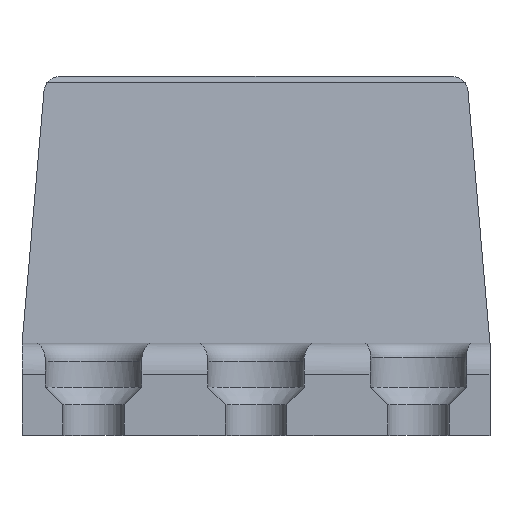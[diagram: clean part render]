
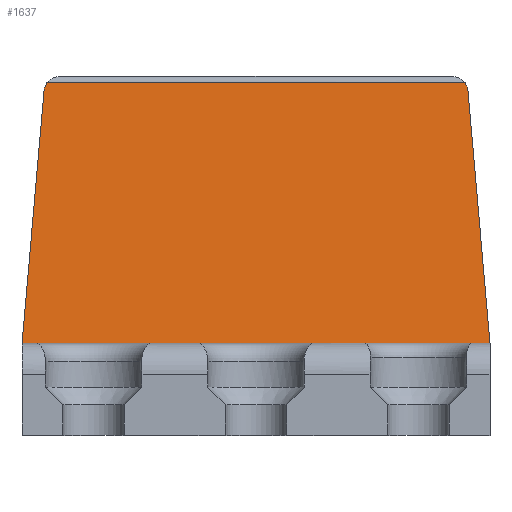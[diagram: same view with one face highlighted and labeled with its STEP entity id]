
A CAD part, top view. The second image highlights one B-rep face of the part: STEP entity #1637.
In plain terms, the highlighted planar face has unit normal (0, 0.1, 0.995).
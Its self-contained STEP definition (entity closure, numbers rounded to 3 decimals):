
#294=DIRECTION('',(1.,0.,0.));
#295=VECTOR('',#294,19.3);
#296=CARTESIAN_POINT('',(-9.65,3.8,1.375));
#297=LINE('',#296,#295);
#500=DIRECTION('',(0.087,0.991,-0.099));
#501=VECTOR('',#500,10.498);
#502=CARTESIAN_POINT('',(-9.65,3.8,1.375));
#503=LINE('',#502,#501);
#504=CARTESIAN_POINT('',(-8.619,14.53,0.299));
#505=CARTESIAN_POINT('',(-8.689,14.433,0.308));
#506=CARTESIAN_POINT('',(-8.729,14.325,0.319));
#507=CARTESIAN_POINT('',(-8.74,14.207,0.331));
#509=CARTESIAN_POINT('',(8.74,14.207,0.331));
#510=CARTESIAN_POINT('',(8.729,14.325,0.319));
#511=CARTESIAN_POINT('',(8.689,14.433,0.308));
#512=CARTESIAN_POINT('',(8.619,14.53,0.299));
#514=DIRECTION('',(-0.087,0.991,-0.099));
#515=VECTOR('',#514,10.498);
#516=CARTESIAN_POINT('',(9.65,3.8,1.375));
#517=LINE('',#516,#515);
#558=DIRECTION('',(1.,0.,0.));
#559=VECTOR('',#558,17.239);
#560=CARTESIAN_POINT('',(-8.619,14.53,0.299));
#561=LINE('',#560,#559);
#901=CARTESIAN_POINT('',(-9.65,3.8,1.375));
#903=VERTEX_POINT('',#901);
#905=CARTESIAN_POINT('',(9.65,3.8,1.375));
#907=VERTEX_POINT('',#905);
#908=CARTESIAN_POINT('',(-8.74,14.207,0.331));
#909=VERTEX_POINT('',#908);
#910=CARTESIAN_POINT('',(8.74,14.207,0.331));
#911=VERTEX_POINT('',#910);
#916=CARTESIAN_POINT('',(-8.619,14.53,0.299));
#917=CARTESIAN_POINT('',(8.619,14.53,0.299));
#918=VERTEX_POINT('',#916);
#919=VERTEX_POINT('',#917);
#1620=CARTESIAN_POINT('',(-9.65,3.8,1.375));
#1621=DIRECTION('',(0.,0.1,0.995));
#1622=DIRECTION('',(0.,0.995,-0.1));
#1623=AXIS2_PLACEMENT_3D('',#1620,#1621,#1622);
#1624=PLANE('',#1623);
#1626=ORIENTED_EDGE('',*,*,#1625,.T.);
#1628=ORIENTED_EDGE('',*,*,#1627,.F.);
#1630=ORIENTED_EDGE('',*,*,#1629,.T.);
#1632=ORIENTED_EDGE('',*,*,#1631,.F.);
#1633=ORIENTED_EDGE('',*,*,#1611,.F.);
#1634=ORIENTED_EDGE('',*,*,#1368,.F.);
#1635=EDGE_LOOP('',(#1626,#1628,#1630,#1632,#1633,#1634));
#1636=FACE_OUTER_BOUND('',#1635,.F.);
#1637=ADVANCED_FACE('',(#1636),#1624,.T.);
#508=B_SPLINE_CURVE_WITH_KNOTS('',3,(#504,#505,#506,#507),.UNSPECIFIED.,.F.,.F.,
(4,4),(0.,1.),.UNSPECIFIED.);
#513=B_SPLINE_CURVE_WITH_KNOTS('',3,(#509,#510,#511,#512),.UNSPECIFIED.,.F.,.F.,
(4,4),(0.,1.),.UNSPECIFIED.);
#1368=EDGE_CURVE('',#903,#907,#297,.T.);
#1611=EDGE_CURVE('',#907,#911,#517,.T.);
#1625=EDGE_CURVE('',#903,#909,#503,.T.);
#1627=EDGE_CURVE('',#918,#909,#508,.T.);
#1629=EDGE_CURVE('',#918,#919,#561,.T.);
#1631=EDGE_CURVE('',#911,#919,#513,.T.);
